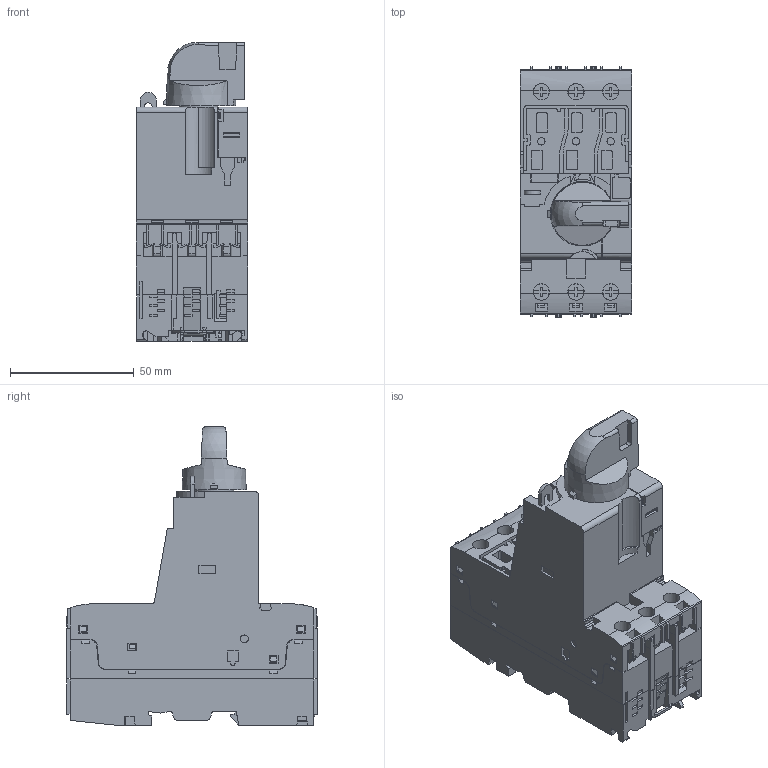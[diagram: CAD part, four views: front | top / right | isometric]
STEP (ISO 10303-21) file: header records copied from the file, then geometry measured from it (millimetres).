
FILE_DESCRIPTION( ( 'STEP AP214' ), '1' );
FILE_NAME( 'pke12_ak_neu_a.stp', '2021-11-16T08:51:18', ( 'License CC BY-ND 4.0' ), ( 'CADENAS' ), ' ', 'PARTsolutions', ' ' );
FILE_SCHEMA( ( 'AUTOMOTIVE_DESIGN { 1 0 10303 214 1 1 1 1 }' ) );
Length unit declared in the file: millimetre
Products named in the file (1): _158241
Bounding box: 45 x 101 x 120.48 mm (x, y, z)
Volume: 261595.4 mm3; surface area: 53161.7 mm2
Topology: 1 solids, 1 shells, 1614 faces, 4570 edges, 3031 vertices
Faces by surface type: plane 1305, cylinder 306, cone 1, bspline 1, sphere 1
Full cylindrical faces by diameter (mm): 3 x4, 3.2 x1, 3.5 x1, 4 x12, 5.2 x1, 6.6 x6, 7 x6, 15.6 x1
Entity records: 64854 total; most frequent: CARTESIAN_POINT 9699, ORIENTED_EDGE 9026, DIRECTION 8351, EDGE_CURVE 4513, LINE 3821, VECTOR 3821, VERTEX_POINT 3007, AXIS2_PLACEMENT_3D 2265
